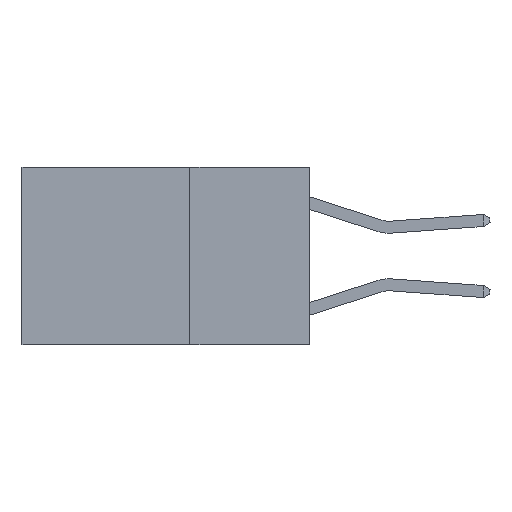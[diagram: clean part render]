
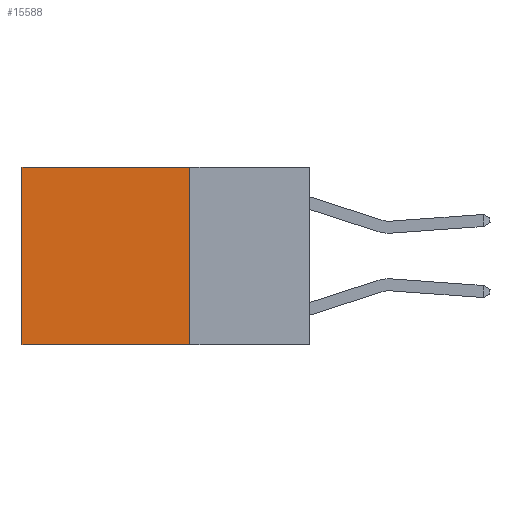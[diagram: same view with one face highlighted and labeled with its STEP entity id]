
A CAD part, left-side view. The second image highlights one B-rep face of the part: STEP entity #15588.
In plain terms, the highlighted planar face has unit normal (-1, 0, 0).
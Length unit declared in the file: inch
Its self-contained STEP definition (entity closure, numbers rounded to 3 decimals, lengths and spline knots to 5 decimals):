
#1308 = LINE ( 'NONE', #13510, #13195 ) ;
#1655 = VERTEX_POINT ( 'NONE', #7933 ) ;
#1686 = LINE ( 'NONE', #6963, #22467 ) ;
#1876 = CARTESIAN_POINT ( 'NONE',  ( 0.2625, 0.6, 0. ) ) ;
#2558 = ORIENTED_EDGE ( 'NONE', *, *, #18751, .F. ) ;
#3388 = FACE_OUTER_BOUND ( 'NONE', #5848, .T. ) ;
#4470 = LINE ( 'NONE', #6079, #16426 ) ;
#4537 = ORIENTED_EDGE ( 'NONE', *, *, #22644, .F. ) ;
#5317 = CARTESIAN_POINT ( 'NONE',  ( 0.2625, 0.25, 0. ) ) ;
#5848 = EDGE_LOOP ( 'NONE', ( #7893, #2558, #4537, #6422 ) ) ;
#6079 = CARTESIAN_POINT ( 'NONE',  ( 0.2625, 0.6, 0. ) ) ;
#6422 = ORIENTED_EDGE ( 'NONE', *, *, #13989, .T. ) ;
#6939 = DIRECTION ( 'NONE',  ( 1., 0., 0. ) ) ;
#6963 = CARTESIAN_POINT ( 'NONE',  ( 0.2625, 0.25, 0. ) ) ;
#7893 = ORIENTED_EDGE ( 'NONE', *, *, #11677, .T. ) ;
#7933 = CARTESIAN_POINT ( 'NONE',  ( 0.2625, 0.25, -0.37 ) ) ;
#8191 = LINE ( 'NONE', #20541, #9632 ) ;
#8896 = VERTEX_POINT ( 'NONE', #5317 ) ;
#9632 = VECTOR ( 'NONE', #13960, 39.37008 ) ;
#10268 = CARTESIAN_POINT ( 'NONE',  ( 0.2625, 0.25, 0. ) ) ;
#10482 = DIRECTION ( 'NONE',  ( 0., 0., -1. ) ) ;
#11677 = EDGE_CURVE ( 'NONE', #14416, #21485, #4470, .T. ) ;
#13160 = CARTESIAN_POINT ( 'NONE',  ( 0.2625, 0.6, -0.37 ) ) ;
#13195 = VECTOR ( 'NONE', #20550, 39.37008 ) ;
#13510 = CARTESIAN_POINT ( 'NONE',  ( 0.2625, 0.25, -0.37 ) ) ;
#13960 = DIRECTION ( 'NONE',  ( 0., 1., 0. ) ) ;
#13989 = EDGE_CURVE ( 'NONE', #8896, #14416, #8191, .T. ) ;
#14416 = VERTEX_POINT ( 'NONE', #1876 ) ;
#14422 = DIRECTION ( 'NONE',  ( 0., 0., -1. ) ) ;
#15588 = ADVANCED_FACE ( 'NONE', ( #3388 ), #15802, .F. ) ;
#15802 = PLANE ( 'NONE',  #18233 ) ;
#16426 = VECTOR ( 'NONE', #16773, 39.37008 ) ;
#16773 = DIRECTION ( 'NONE',  ( 0., 0., -1. ) ) ;
#18233 = AXIS2_PLACEMENT_3D ( 'NONE', #10268, #6939, #10482 ) ;
#18751 = EDGE_CURVE ( 'NONE', #1655, #21485, #1308, .T. ) ;
#20541 = CARTESIAN_POINT ( 'NONE',  ( 0.2625, 0.25, 0. ) ) ;
#20550 = DIRECTION ( 'NONE',  ( 0., 1., 0. ) ) ;
#21485 = VERTEX_POINT ( 'NONE', #13160 ) ;
#22467 = VECTOR ( 'NONE', #14422, 39.37008 ) ;
#22644 = EDGE_CURVE ( 'NONE', #8896, #1655, #1686, .T. ) ;
